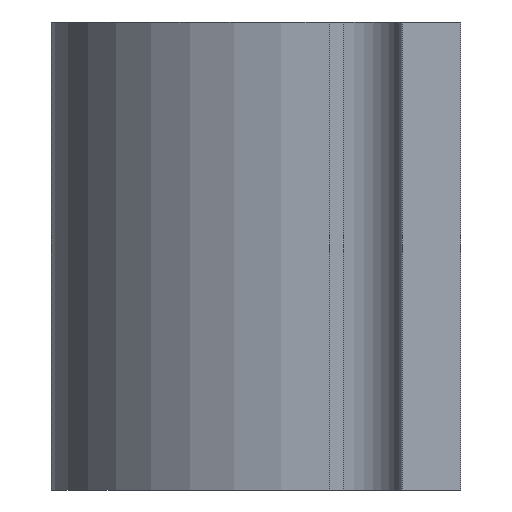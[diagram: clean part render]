
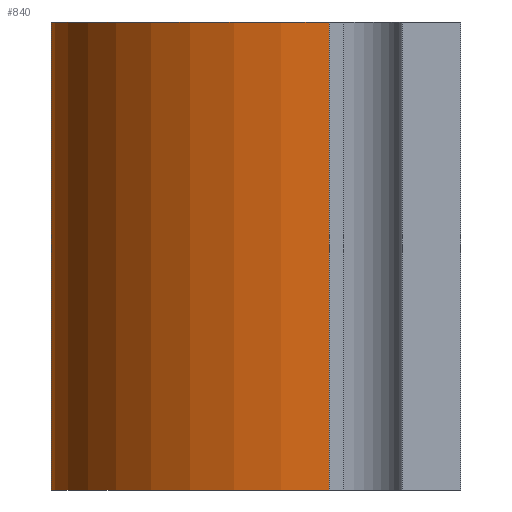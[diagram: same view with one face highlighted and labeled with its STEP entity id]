
A CAD part, left-side view. The second image highlights one B-rep face of the part: STEP entity #840.
In plain terms, the highlighted cylindrical face has radius 4.75 mm (diameter 9.5 mm), a partial arc.
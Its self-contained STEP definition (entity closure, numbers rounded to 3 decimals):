
#26 = CARTESIAN_POINT ( 'NONE',  ( 102.178, 472.38, 145.009 ) ) ;
#29 = EDGE_LOOP ( 'NONE', ( #197, #530, #844, #829 ) ) ;
#77 = CARTESIAN_POINT ( 'NONE',  ( 111.678, 472.38, 145.009 ) ) ;
#103 = CARTESIAN_POINT ( 'NONE',  ( 106.928, 472.38, 145.009 ) ) ;
#105 = DIRECTION ( 'NONE',  ( 0., 0., -1. ) ) ;
#108 = DIRECTION ( 'NONE',  ( 1., 0., 0. ) ) ;
#132 = VERTEX_POINT ( 'NONE', #77 ) ;
#133 = CARTESIAN_POINT ( 'NONE',  ( 111.678, 472.38, 137.009 ) ) ;
#147 = VERTEX_POINT ( 'NONE', #133 ) ;
#197 = ORIENTED_EDGE ( 'NONE', *, *, #305, .T. ) ;
#208 = CARTESIAN_POINT ( 'NONE',  ( 111.678, 472.38, 137.009 ) ) ;
#225 = DIRECTION ( 'NONE',  ( 0., 0., -1. ) ) ;
#226 = DIRECTION ( 'NONE',  ( 1., 0., 0. ) ) ;
#231 = DIRECTION ( 'NONE',  ( 0., 0., 1. ) ) ;
#235 = CARTESIAN_POINT ( 'NONE',  ( 106.928, 472.38, 137.009 ) ) ;
#300 = EDGE_CURVE ( 'NONE', #390, #582, #650, .T. ) ;
#305 = EDGE_CURVE ( 'NONE', #147, #390, #416, .T. ) ;
#373 = FACE_OUTER_BOUND ( 'NONE', #29, .T. ) ;
#390 = VERTEX_POINT ( 'NONE', #848 ) ;
#416 = CIRCLE ( 'NONE', #694, 4.75 ) ;
#431 = LINE ( 'NONE', #208, #613 ) ;
#505 = VECTOR ( 'NONE', #656, 1000. ) ;
#530 = ORIENTED_EDGE ( 'NONE', *, *, #300, .T. ) ;
#550 = CYLINDRICAL_SURFACE ( 'NONE', #744, 4.75 ) ;
#582 = VERTEX_POINT ( 'NONE', #26 ) ;
#613 = VECTOR ( 'NONE', #225, 1000. ) ;
#617 = EDGE_CURVE ( 'NONE', #582, #132, #676, .T. ) ;
#650 = LINE ( 'NONE', #714, #505 ) ;
#656 = DIRECTION ( 'NONE',  ( 0., 0., 1. ) ) ;
#676 = CIRCLE ( 'NONE', #803, 4.75 ) ;
#694 = AXIS2_PLACEMENT_3D ( 'NONE', #734, #737, #743 ) ;
#714 = CARTESIAN_POINT ( 'NONE',  ( 102.178, 472.38, 137.009 ) ) ;
#734 = CARTESIAN_POINT ( 'NONE',  ( 106.928, 472.38, 137.009 ) ) ;
#737 = DIRECTION ( 'NONE',  ( 0., 0., 1. ) ) ;
#743 = DIRECTION ( 'NONE',  ( 1., 0., 0. ) ) ;
#744 = AXIS2_PLACEMENT_3D ( 'NONE', #235, #231, #226 ) ;
#803 = AXIS2_PLACEMENT_3D ( 'NONE', #103, #105, #108 ) ;
#806 = EDGE_CURVE ( 'NONE', #132, #147, #431, .T. ) ;
#829 = ORIENTED_EDGE ( 'NONE', *, *, #806, .T. ) ;
#840 = ADVANCED_FACE ( 'NONE', ( #373 ), #550, .T. ) ;
#844 = ORIENTED_EDGE ( 'NONE', *, *, #617, .T. ) ;
#848 = CARTESIAN_POINT ( 'NONE',  ( 102.178, 472.38, 137.009 ) ) ;
